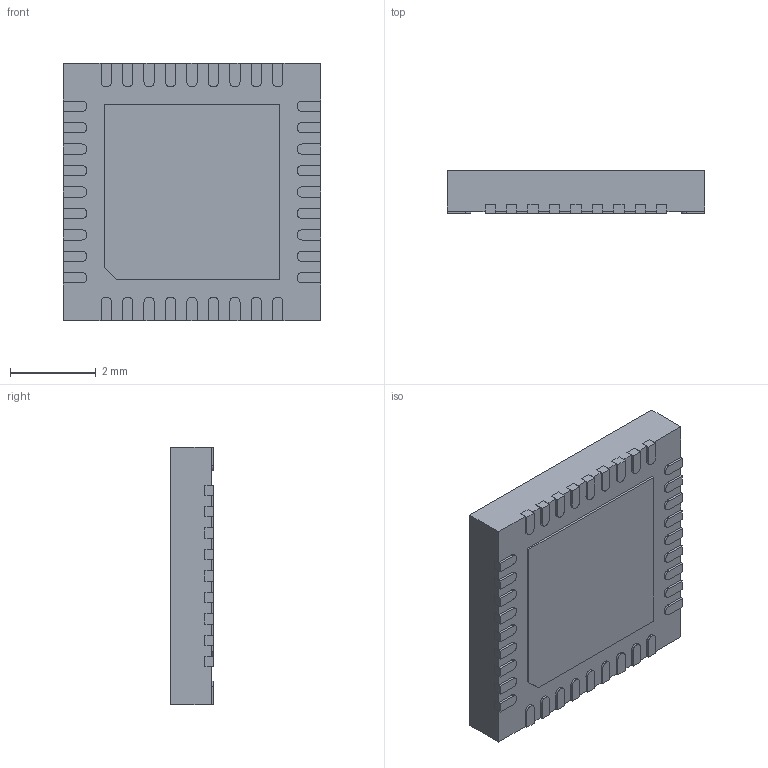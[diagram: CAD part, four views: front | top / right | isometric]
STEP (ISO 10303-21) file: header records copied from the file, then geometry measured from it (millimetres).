
FILE_DESCRIPTION (( 'STEP AP214' ), '1' );
FILE_NAME ('RHH36.STEP', '2023-12-22T12:27:09', ( '' ), ( '' ), 'SwSTEP 2.0', 'SolidWorks 2021', '' );
FILE_SCHEMA (( 'AUTOMOTIVE_DESIGN' ));
Length unit declared in the file: millimetre
Products named in the file (1): RHH36
Bounding box: 6 x 1 x 6 mm (x, y, z)
Volume: 35.3 mm3; surface area: 159.8 mm2
Topology: 39 solids, 39 shells, 404 faces, 972 edges, 648 vertices
Faces by surface type: plane 310, cylinder 94
Entity records: 12060 total; most frequent: CARTESIAN_POINT 2025, DIRECTION 1970, ORIENTED_EDGE 1944, EDGE_CURVE 972, LINE 784, VECTOR 784, VERTEX_POINT 648, AXIS2_PLACEMENT_3D 593
